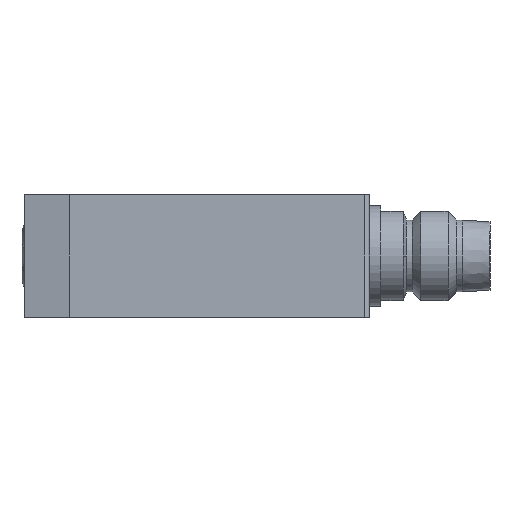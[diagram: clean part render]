
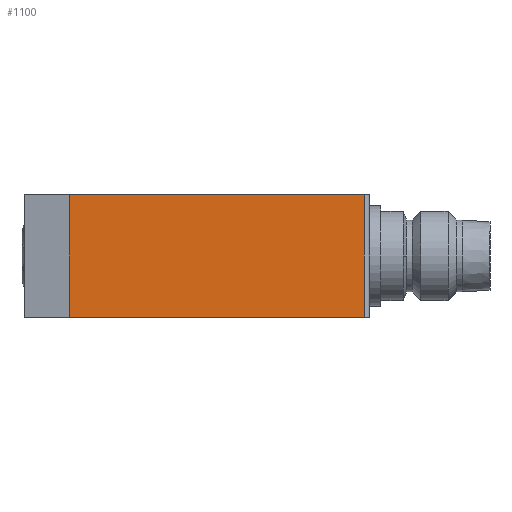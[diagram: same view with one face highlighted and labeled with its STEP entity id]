
A CAD part, left-side view. The second image highlights one B-rep face of the part: STEP entity #1100.
In plain terms, the highlighted planar face has unit normal (-1, 0, 0).
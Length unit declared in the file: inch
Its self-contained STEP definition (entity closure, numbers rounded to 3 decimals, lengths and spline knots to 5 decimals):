
#66 = CARTESIAN_POINT ( 'NONE',  ( -0.3937, 0.01969, 0.21654 ) ) ;
#103 = CARTESIAN_POINT ( 'NONE',  ( -0.3937, 1.06299, 0.21654 ) ) ;
#131 = ORIENTED_EDGE ( 'NONE', *, *, #222, .T. ) ;
#222 = EDGE_CURVE ( 'NONE', #3750, #1421, #5293, .T. ) ;
#731 = CARTESIAN_POINT ( 'NONE',  ( -0.3937, 1.06299, -0.21654 ) ) ;
#842 = EDGE_CURVE ( 'NONE', #1421, #2579, #1795, .T. ) ;
#1018 = ORIENTED_EDGE ( 'NONE', *, *, #842, .T. ) ;
#1100 = ADVANCED_FACE ( 'NONE', ( #1168 ), #5187, .T. ) ;
#1168 = FACE_OUTER_BOUND ( 'NONE', #2456, .T. ) ;
#1263 = CARTESIAN_POINT ( 'NONE',  ( -0.3937, 1.01575, -0.21654 ) ) ;
#1329 = ORIENTED_EDGE ( 'NONE', *, *, #3100, .T. ) ;
#1421 = VERTEX_POINT ( 'NONE', #103 ) ;
#1693 = DIRECTION ( 'NONE',  ( -1., 0., 0. ) ) ;
#1771 = EDGE_CURVE ( 'NONE', #2579, #2972, #2714, .T. ) ;
#1795 = LINE ( 'NONE', #731, #5073 ) ;
#1919 = CARTESIAN_POINT ( 'NONE',  ( -0.3937, 1.06299, -0.21654 ) ) ;
#2084 = DIRECTION ( 'NONE',  ( 0., 0., 1. ) ) ;
#2361 = VECTOR ( 'NONE', #4781, 39.37008 ) ;
#2456 = EDGE_LOOP ( 'NONE', ( #1018, #2490, #1329, #131 ) ) ;
#2490 = ORIENTED_EDGE ( 'NONE', *, *, #1771, .T. ) ;
#2579 = VERTEX_POINT ( 'NONE', #1919 ) ;
#2632 = CARTESIAN_POINT ( 'NONE',  ( -0.3937, 0.01969, -0.21654 ) ) ;
#2684 = DIRECTION ( 'NONE',  ( 0., 0., 1. ) ) ;
#2714 = LINE ( 'NONE', #1263, #4112 ) ;
#2972 = VERTEX_POINT ( 'NONE', #2632 ) ;
#3011 = CARTESIAN_POINT ( 'NONE',  ( -0.3937, 1.06299, 0.21654 ) ) ;
#3042 = AXIS2_PLACEMENT_3D ( 'NONE', #3477, #1693, #2084 ) ;
#3100 = EDGE_CURVE ( 'NONE', #2972, #3750, #3188, .T. ) ;
#3188 = LINE ( 'NONE', #5324, #3336 ) ;
#3336 = VECTOR ( 'NONE', #2684, 39.37008 ) ;
#3477 = CARTESIAN_POINT ( 'NONE',  ( -0.3937, 1.06299, -0.21654 ) ) ;
#3750 = VERTEX_POINT ( 'NONE', #66 ) ;
#4112 = VECTOR ( 'NONE', #4894, 39.37008 ) ;
#4285 = DIRECTION ( 'NONE',  ( 0., 0., -1. ) ) ;
#4781 = DIRECTION ( 'NONE',  ( 0., 1., 0. ) ) ;
#4894 = DIRECTION ( 'NONE',  ( 0., -1., 0. ) ) ;
#5073 = VECTOR ( 'NONE', #4285, 39.37008 ) ;
#5187 = PLANE ( 'NONE',  #3042 ) ;
#5293 = LINE ( 'NONE', #3011, #2361 ) ;
#5324 = CARTESIAN_POINT ( 'NONE',  ( -0.3937, 0.01969, -0.21654 ) ) ;
